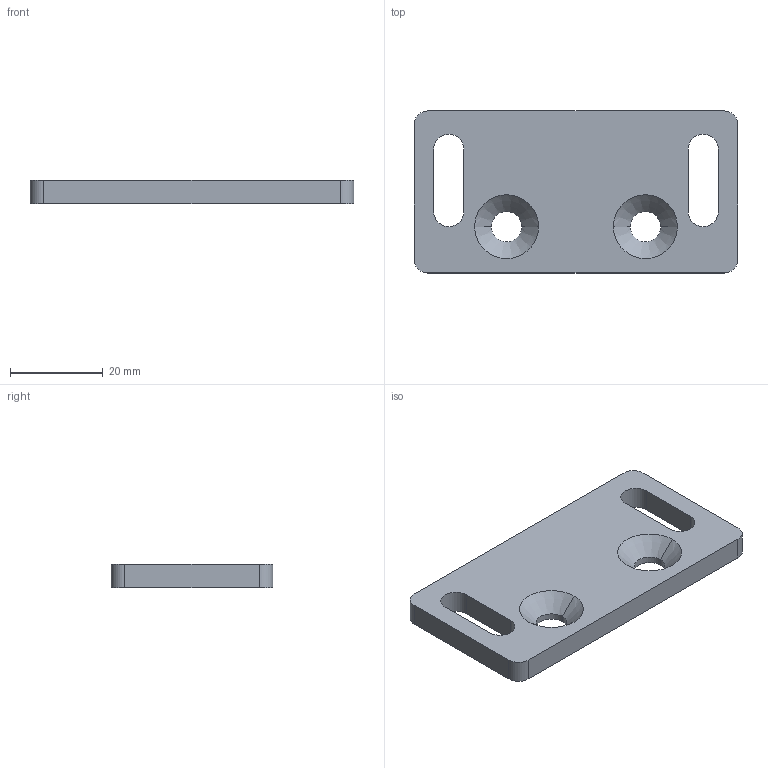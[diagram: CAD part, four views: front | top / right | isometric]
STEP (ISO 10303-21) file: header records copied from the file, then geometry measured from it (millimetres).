
FILE_DESCRIPTION(('Creo Elements/Direct Modeling STEP Export'),'2;1');
FILE_NAME('44.0185.4_Sockelplatte-MMS-44_70x35x5-Langloch-(P-40-20).stp','2022-03-21T 8:57:17',(''),(''),'PTC Creo Elements/Direct Modeling STEP processor for AP214 (Solid Model)','PTC Creo Elements/Direct Modeling 19.0C 15-Aug-2015 (C) Parametric Technology GmbH','');
FILE_SCHEMA(('AUTOMOTIVE_DESIGN { 1 0 10303 214 1 1 1 1 }'));
Length unit declared in the file: millimetre
Products named in the file (2): Sockelplatte-MMS-44_70x35x5-Langloch-P-40-20_44.0185.4_PX173330
Assembly tree (1 placements, depth 2):
  Sockelplatte-MMS-44_70x35x5-Langloch-P-40-20_44.0185.4_PX173330
    Sockelplatte-MMS-44_70x35x5-Langloch-P-40-20_44.0185.4_PX173330
Bounding box: 70 x 35 x 5 mm (x, y, z)
Volume: 10293.5 mm3; surface area: 5916 mm2
Topology: 1 solids, 1 shells, 26 faces, 68 edges, 44 vertices
Faces by surface type: cylinder 12, plane 10, cone 4
Entity records: 839 total; most frequent: DIRECTION 140, ORIENTED_EDGE 136, CARTESIAN_POINT 134, EDGE_CURVE 68, AXIS2_PLACEMENT_3D 50, VERTEX_POINT 44, VECTOR 40, LINE 40
